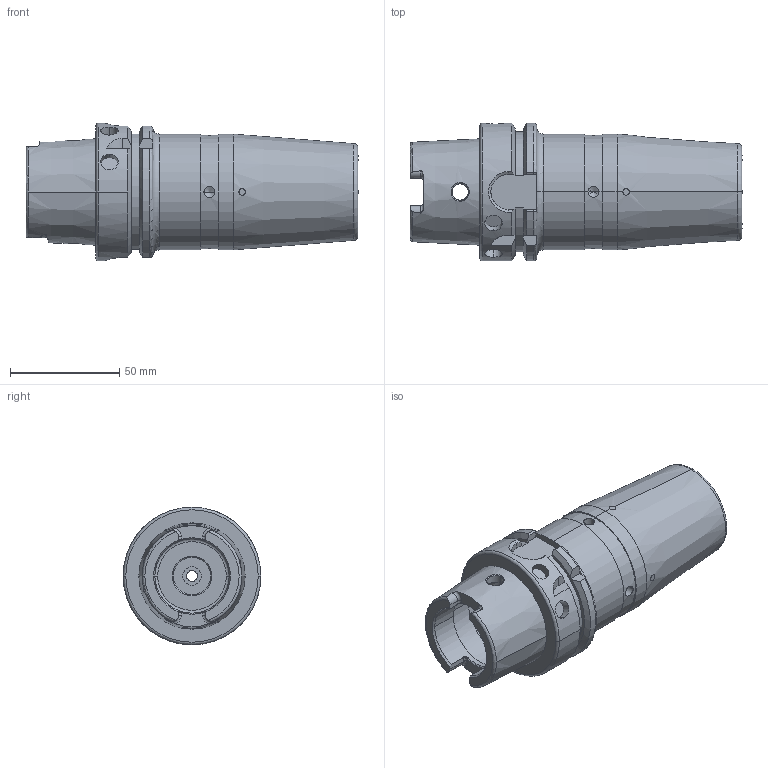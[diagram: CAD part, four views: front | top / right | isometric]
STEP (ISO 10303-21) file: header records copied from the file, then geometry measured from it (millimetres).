
FILE_DESCRIPTION (( 'STEP AP203' ), '1' );
FILE_NAME ('9163A-SR525120.STEP', '2022-04-15T10:41:40', ( '' ), ( '' ), 'SwSTEP 2.0', 'SolidWorks 2018', '' );
FILE_SCHEMA (( 'CONFIG_CONTROL_DESIGN' ));
Length unit declared in the file: millimetre
Products named in the file (5): HSKA63SFK25120WW; SCWM16X1X20-FLAT; EXPANDER PLUG Ø3x3.6; 9163A-SR525120
Assembly tree (7 placements, depth 3):
  9163A-SR525120
    HSKA63SFK25120WW
      HSKA63SFK25120WW
      SCWM16X1X20-FLAT
      EXPANDER PLUG Ø3x3.6  x4
Bounding box: 151.95 x 63 x 63 mm (x, y, z)
Volume: 234796.3 mm3; surface area: 46628.2 mm2
Topology: 6 solids, 6 shells, 286 faces, 716 edges, 426 vertices
Faces by surface type: cylinder 118, plane 70, cone 57, torus 27, bspline 14
Entity records: 10743 total; most frequent: CARTESIAN_POINT 3890, ORIENTED_EDGE 1360, DIRECTION 1259, EDGE_CURVE 680, AXIS2_PLACEMENT_3D 502, VERTEX_POINT 414, EDGE_LOOP 300, ADVANCED_FACE 274
